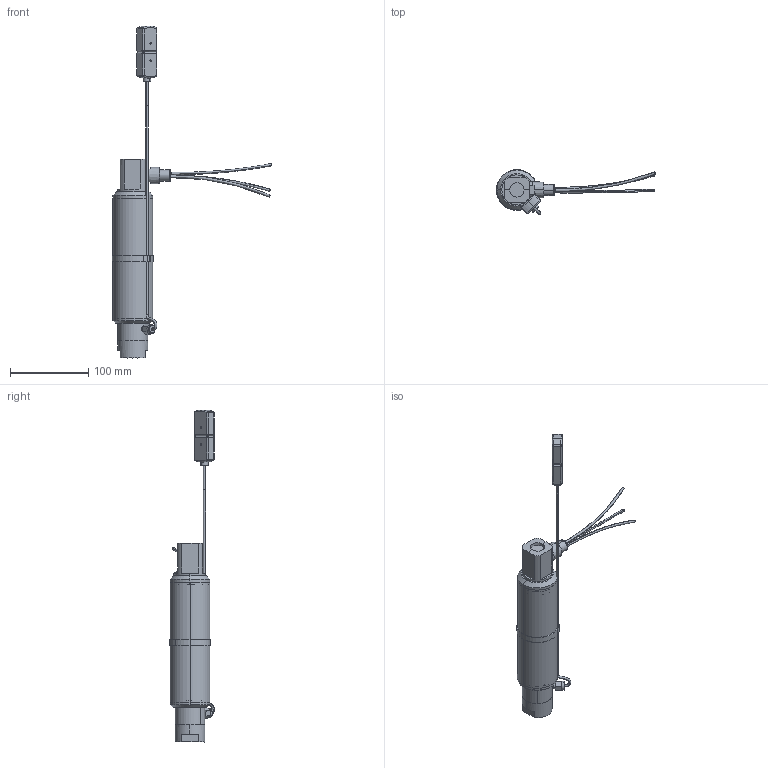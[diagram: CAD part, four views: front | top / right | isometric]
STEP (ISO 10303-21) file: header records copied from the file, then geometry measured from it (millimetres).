
FILE_DESCRIPTION (( 'STEP AP214' ), '1' );
FILE_NAME ('CT150 1CER 1-2F 1-2F-TF1.STEP', '2017-06-30T20:26:30', ( '' ), ( '' ), 'SwSTEP 2.0', 'SolidWorks 2017', '' );
FILE_SCHEMA (( 'AUTOMOTIVE_DESIGN' ));
Length unit declared in the file: centimetre
Products named in the file (27): Imported_9; Imported_8; Imported_7; Imported_6; Imported_21; Imported_5; Imported_4; Imported_20; Imported_3; Imported_19; Imported; Imported_18; Imported_2; Imported_17; Imported_16; CT150 1CER 1-2F 1-2F-TF1; Imported_15; Imported_14; Imported_13; Imported_12; Imported_11; Imported_10
Assembly tree (28 placements, depth 4):
  CT150 1CER 1-2F 1-2F-TF1
    Imported
      Imported
      Imported_2
    Imported_3
    Imported_4
    Imported_5
    Imported_2
      Imported_6
      Imported_7
      Imported_8
      Imported_9
      Imported_10
      Imported_11  x2
    Imported_3
      Imported_12
      Imported_4
        Imported_13
        Imported_14
      Imported_15
    Imported_16
    Imported_5
      Imported_17
      Imported_18
      Imported_19
      Imported_20
    Imported_21  x2
Bounding box: 203.45 x 57.24 x 424.15 mm (x, y, z)
Volume: 138551.1 mm3; surface area: 110100 mm2
Topology: 23 solids, 23 shells, 387 faces, 877 edges, 537 vertices
Faces by surface type: cylinder 178, plane 116, cone 51, bspline 38, torus 4
Entity records: 18082 total; most frequent: CARTESIAN_POINT 4264, DIRECTION 1993, ORIENTED_EDGE 1690, EDGE_CURVE 845, AXIS2_PLACEMENT_3D 832, VERTEX_POINT 527, CIRCLE 455, UNCERTAINTY_MEASURE_WITH_UNIT 446
